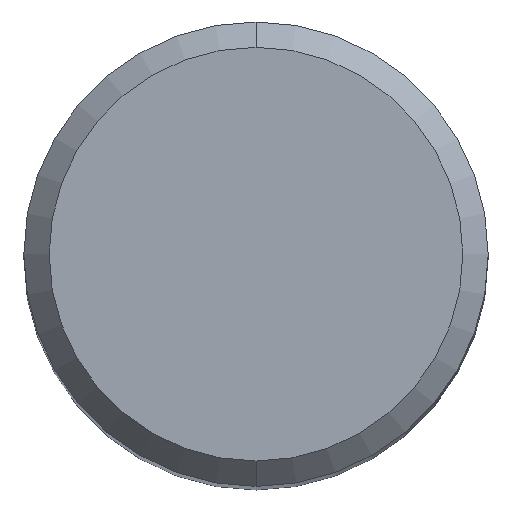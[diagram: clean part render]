
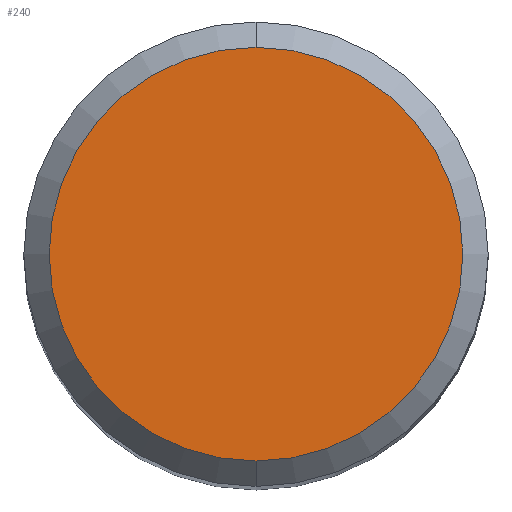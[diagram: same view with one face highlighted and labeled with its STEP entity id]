
A CAD part, top view. The second image highlights one B-rep face of the part: STEP entity #240.
In plain terms, the highlighted planar face has unit normal (0, 0, 1).
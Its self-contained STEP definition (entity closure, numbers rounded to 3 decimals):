
#202=VERTEX_POINT('',#508);
#240=ADVANCED_FACE('',(#551),#552,.T.);
#296=VERTEX_POINT('',#610);
#408=EDGE_CURVE('',#202,#296,#733,.T.);
#416=EDGE_CURVE('',#296,#202,#742,.T.);
#508=CARTESIAN_POINT('',(0.0,4.9,0.0));
#551=FACE_OUTER_BOUND('',#985,.T.);
#552=PLANE('',#986);
#610=CARTESIAN_POINT('',(0.,-4.9,0.0));
#733=CIRCLE('',#1403,4.9);
#742=CIRCLE('',#1413,4.9);
#985=EDGE_LOOP('',(#1564,#1565));
#986=AXIS2_PLACEMENT_3D('',#1566,#1567,#1568);
#1403=AXIS2_PLACEMENT_3D('',#1747,#1748,#1749);
#1413=AXIS2_PLACEMENT_3D('',#1766,#1767,#1768);
#1564=ORIENTED_EDGE('',*,*,#408,.F.);
#1565=ORIENTED_EDGE('',*,*,#416,.F.);
#1566=CARTESIAN_POINT('',(0.0,2.45,0.0));
#1567=DIRECTION('',(-0.0,0.0,1.0));
#1568=DIRECTION('',(0.0,-1.0,0.0));
#1747=CARTESIAN_POINT('',(0.0,0.0,0.0));
#1748=DIRECTION('',(0.0,0.0,-1.0));
#1749=DIRECTION('',(0.0,1.0,0.0));
#1766=CARTESIAN_POINT('',(0.0,0.0,0.0));
#1767=DIRECTION('',(0.0,0.0,-1.0));
#1768=DIRECTION('',(0.0,1.0,0.0));
